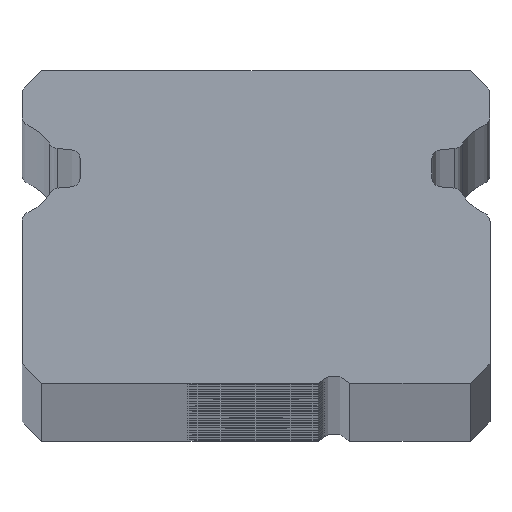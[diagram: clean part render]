
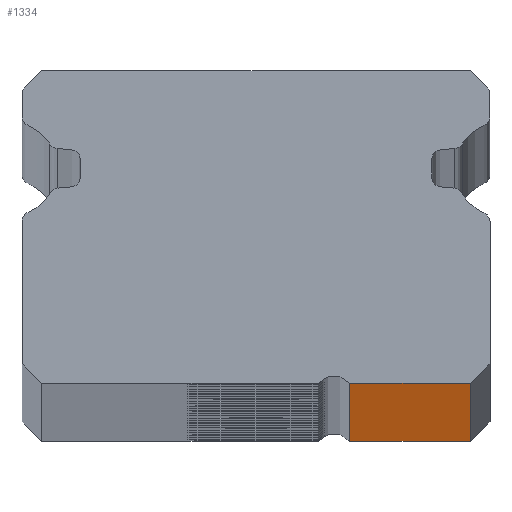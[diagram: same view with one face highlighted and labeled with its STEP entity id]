
A CAD part, top view. The second image highlights one B-rep face of the part: STEP entity #1334.
In plain terms, the highlighted planar face has unit normal (0, -1, 0).
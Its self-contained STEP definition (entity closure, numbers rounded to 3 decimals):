
#238 = LINE ( 'NONE', #6418, #3166 ) ;
#407 = EDGE_LOOP ( 'NONE', ( #4706, #1955, #6768, #1199 ) ) ;
#734 = LINE ( 'NONE', #5287, #5240 ) ;
#825 = AXIS2_PLACEMENT_3D ( 'NONE', #3735, #5481, #1960 ) ;
#1045 = CARTESIAN_POINT ( 'NONE',  ( 5.484, -5.5, 425. ) ) ;
#1199 = ORIENTED_EDGE ( 'NONE', *, *, #4996, .T. ) ;
#1334 = ADVANCED_FACE ( 'NONE', ( #6401 ), #1381, .F. ) ;
#1361 = LINE ( 'NONE', #1962, #5487 ) ;
#1381 = PLANE ( 'NONE',  #825 ) ;
#1525 = DIRECTION ( 'NONE',  ( 0., 0., -1. ) ) ;
#1950 = CARTESIAN_POINT ( 'NONE',  ( 2.393, -5.5, -425. ) ) ;
#1955 = ORIENTED_EDGE ( 'NONE', *, *, #2672, .F. ) ;
#1960 = DIRECTION ( 'NONE',  ( 0., 0., 1. ) ) ;
#1962 = CARTESIAN_POINT ( 'NONE',  ( 2.393, -5.5, -425. ) ) ;
#2672 = EDGE_CURVE ( 'NONE', #4412, #4950, #734, .T. ) ;
#2726 = LINE ( 'NONE', #6089, #4023 ) ;
#3166 = VECTOR ( 'NONE', #4093, 1000. ) ;
#3250 = VERTEX_POINT ( 'NONE', #6451 ) ;
#3735 = CARTESIAN_POINT ( 'NONE',  ( 2.393, -5.5, 425. ) ) ;
#3811 = CARTESIAN_POINT ( 'NONE',  ( 5.484, -5.5, -425. ) ) ;
#4008 = VERTEX_POINT ( 'NONE', #1950 ) ;
#4023 = VECTOR ( 'NONE', #1525, 1000. ) ;
#4093 = DIRECTION ( 'NONE',  ( 1., 0., 0. ) ) ;
#4412 = VERTEX_POINT ( 'NONE', #1045 ) ;
#4706 = ORIENTED_EDGE ( 'NONE', *, *, #5562, .T. ) ;
#4950 = VERTEX_POINT ( 'NONE', #3811 ) ;
#4996 = EDGE_CURVE ( 'NONE', #3250, #4008, #2726, .T. ) ;
#5240 = VECTOR ( 'NONE', #5337, 1000. ) ;
#5287 = CARTESIAN_POINT ( 'NONE',  ( 5.484, -5.5, 425. ) ) ;
#5337 = DIRECTION ( 'NONE',  ( 0., 0., -1. ) ) ;
#5481 = DIRECTION ( 'NONE',  ( 0., 1., 0. ) ) ;
#5487 = VECTOR ( 'NONE', #6067, 1000. ) ;
#5562 = EDGE_CURVE ( 'NONE', #4008, #4950, #1361, .T. ) ;
#6067 = DIRECTION ( 'NONE',  ( 1., 0., 0. ) ) ;
#6089 = CARTESIAN_POINT ( 'NONE',  ( 2.393, -5.5, 425. ) ) ;
#6354 = EDGE_CURVE ( 'NONE', #3250, #4412, #238, .T. ) ;
#6401 = FACE_OUTER_BOUND ( 'NONE', #407, .T. ) ;
#6418 = CARTESIAN_POINT ( 'NONE',  ( 2.393, -5.5, 425. ) ) ;
#6451 = CARTESIAN_POINT ( 'NONE',  ( 2.393, -5.5, 425. ) ) ;
#6768 = ORIENTED_EDGE ( 'NONE', *, *, #6354, .F. ) ;
